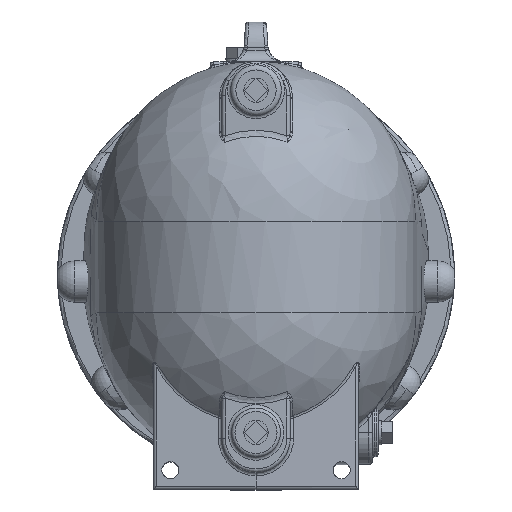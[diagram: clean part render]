
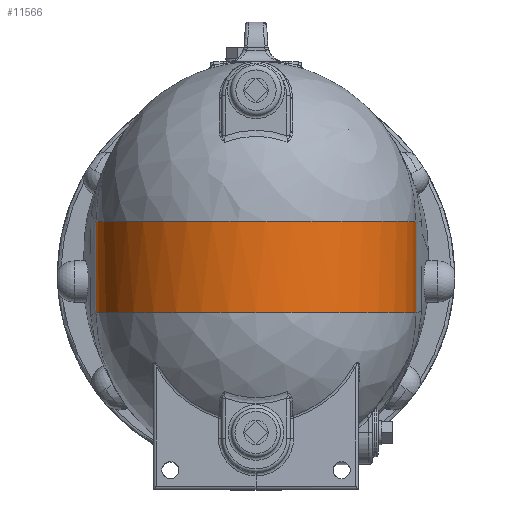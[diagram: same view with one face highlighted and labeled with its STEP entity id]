
A CAD part, top view. The second image highlights one B-rep face of the part: STEP entity #11566.
In plain terms, the highlighted cylindrical face has radius 140 mm (diameter 280 mm), a partial arc.
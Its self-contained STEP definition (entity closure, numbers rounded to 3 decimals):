
#1278=LINE('',#26475,#1710);
#1279=LINE('',#26520,#1711);
#1710=VECTOR('',#15686,80.);
#1711=VECTOR('',#15687,80.);
#1863=CYLINDRICAL_SURFACE('',#12804,140.);
#2903=FACE_OUTER_BOUND('',#3715,.T.);
#3715=EDGE_LOOP('',(#10169,#10170,#10171,#10172));
#4066=CIRCLE('',#12328,140.);
#4133=CIRCLE('',#12458,140.);
#4989=VERTEX_POINT('',#21088);
#4990=VERTEX_POINT('',#21090);
#5088=VERTEX_POINT('',#22289);
#5089=VERTEX_POINT('',#22291);
#6342=EDGE_CURVE('',#4990,#4989,#4066,.T.);
#6503=EDGE_CURVE('',#5088,#5089,#4133,.T.);
#6964=EDGE_CURVE('',#4990,#5088,#1278,.T.);
#6965=EDGE_CURVE('',#4989,#5089,#1279,.T.);
#10169=ORIENTED_EDGE('',*,*,#6503,.F.);
#10170=ORIENTED_EDGE('',*,*,#6964,.F.);
#10171=ORIENTED_EDGE('',*,*,#6342,.T.);
#10172=ORIENTED_EDGE('',*,*,#6965,.T.);
#11566=ADVANCED_FACE('',(#2903),#1863,.T.);
#12328=AXIS2_PLACEMENT_3D('',#21091,#14622,#14623);
#12458=AXIS2_PLACEMENT_3D('',#22292,#14911,#14912);
#12804=AXIS2_PLACEMENT_3D('',#26521,#15688,#15689);
#14622=DIRECTION('center_axis',(0.,1.,0.));
#14623=DIRECTION('ref_axis',(1.,0.,0.));
#14911=DIRECTION('center_axis',(0.,1.,0.));
#14912=DIRECTION('ref_axis',(1.,0.,0.));
#15686=DIRECTION('',(0.,1.,0.));
#15687=DIRECTION('',(0.,1.,0.));
#15688=DIRECTION('center_axis',(0.,1.,0.));
#15689=DIRECTION('ref_axis',(1.,0.,0.));
#21088=CARTESIAN_POINT('',(140.,140.,0.));
#21090=CARTESIAN_POINT('',(-140.,140.,0.));
#21091=CARTESIAN_POINT('Origin',(0.,140.,0.));
#22289=CARTESIAN_POINT('',(-140.,220.,0.));
#22291=CARTESIAN_POINT('',(140.,220.,0.));
#22292=CARTESIAN_POINT('Origin',(0.,220.,0.));
#26475=CARTESIAN_POINT('',(-140.,0.,0.));
#26520=CARTESIAN_POINT('',(140.,0.,0.));
#26521=CARTESIAN_POINT('Origin',(0.,0.,0.));
